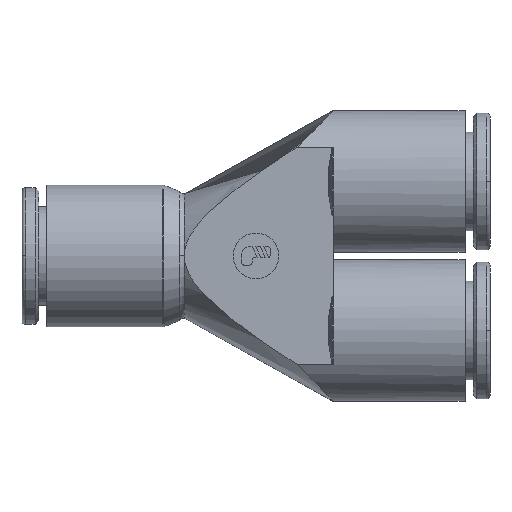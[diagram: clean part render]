
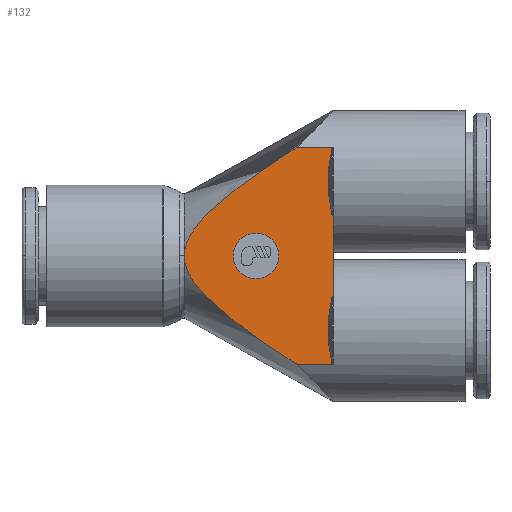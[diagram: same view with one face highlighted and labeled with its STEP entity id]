
A CAD part, top view. The second image highlights one B-rep face of the part: STEP entity #132.
In plain terms, the highlighted planar face has unit normal (0, 0, 1).
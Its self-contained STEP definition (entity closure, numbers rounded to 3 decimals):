
#132=ADVANCED_FACE('',(#333,#334),#335,.T.);
#333=FACE_BOUND('',#554,.T.);
#334=FACE_OUTER_BOUND('',#555,.T.);
#335=PLANE('',#556);
#554=EDGE_LOOP('',(#1247,#1248));
#555=EDGE_LOOP('',(#1249,#1250,#1251,#1252,#1253,#1254,#1255,#1256,#1257,#1258,#1259));
#556=AXIS2_PLACEMENT_3D('',#1260,#1261,#1262);
#1247=ORIENTED_EDGE('',*,*,#1533,.T.);
#1248=ORIENTED_EDGE('',*,*,#1591,.T.);
#1249=ORIENTED_EDGE('',*,*,#1623,.T.);
#1250=ORIENTED_EDGE('',*,*,#1627,.T.);
#1251=ORIENTED_EDGE('',*,*,#1468,.T.);
#1252=ORIENTED_EDGE('',*,*,#1634,.F.);
#1253=ORIENTED_EDGE('',*,*,#1635,.F.);
#1254=ORIENTED_EDGE('',*,*,#1636,.F.);
#1255=ORIENTED_EDGE('',*,*,#1637,.F.);
#1256=ORIENTED_EDGE('',*,*,#1638,.T.);
#1257=ORIENTED_EDGE('',*,*,#1639,.T.);
#1258=ORIENTED_EDGE('',*,*,#1448,.T.);
#1259=ORIENTED_EDGE('',*,*,#1631,.F.);
#1260=CARTESIAN_POINT('',(17.91,0.,4.75));
#1261=DIRECTION('',(0.0,0.0,1.0));
#1262=DIRECTION('',(0.,-1.0,0.0));
#1448=EDGE_CURVE('',#1737,#1735,#1738,.T.);
#1468=EDGE_CURVE('',#1771,#1769,#1772,.T.);
#1533=EDGE_CURVE('',#1889,#1893,#1895,.T.);
#1591=EDGE_CURVE('',#1893,#1889,#1991,.T.);
#1623=EDGE_CURVE('',#2027,#2025,#2028,.T.);
#1627=EDGE_CURVE('',#2025,#1771,#2033,.T.);
#1631=EDGE_CURVE('',#2027,#1735,#2037,.T.);
#1634=EDGE_CURVE('',#2040,#1769,#2041,.T.);
#1635=EDGE_CURVE('',#1683,#2040,#2042,.T.);
#1636=EDGE_CURVE('',#2043,#1683,#2044,.T.);
#1637=EDGE_CURVE('',#2045,#2043,#2046,.T.);
#1638=EDGE_CURVE('',#2045,#2047,#2048,.T.);
#1639=EDGE_CURVE('',#2047,#1737,#2049,.T.);
#1683=VERTEX_POINT('',#2098);
#1735=VERTEX_POINT('',#2256);
#1737=VERTEX_POINT('',#2258);
#1738=B_SPLINE_CURVE_WITH_KNOTS('',3,(#2259,#2260,#2261,#2262,#2263,#2264),.UNSPECIFIED.,.F.,.F.,(4,2,4),(2.536,2.625,2.714),.UNSPECIFIED.);
#1769=VERTEX_POINT('',#2351);
#1771=VERTEX_POINT('',#2353);
#1772=B_SPLINE_CURVE_WITH_KNOTS('',3,(#2354,#2355,#2356,#2357,#2358,#2359),.UNSPECIFIED.,.F.,.F.,(4,2,4),(2.536,2.625,2.714),.UNSPECIFIED.);
#1889=VERTEX_POINT('',#2500);
#1893=VERTEX_POINT('',#2505);
#1895=CIRCLE('',#2508,1.75);
#1991=CIRCLE('',#2649,1.75);
#2025=VERTEX_POINT('',#2700);
#2027=VERTEX_POINT('',#2702);
#2028=B_SPLINE_CURVE_WITH_KNOTS('',3,(#2703,#2704,#2705,#2706,#2707,#2708),.UNSPECIFIED.,.F.,.F.,(4,2,4),(7.787,7.876,7.965),.UNSPECIFIED.);
#2033=(B_SPLINE_CURVE(2,(#2719,#2720,#2721),.UNSPECIFIED.,.F.,.F.)B_SPLINE_CURVE_WITH_KNOTS((3,3),(0.0,5.256),.UNSPECIFIED.)RATIONAL_B_SPLINE_CURVE((1.0,1.141,1.0))BOUNDED_CURVE()REPRESENTATION_ITEM('')GEOMETRIC_REPRESENTATION_ITEM()CURVE());
#2037=LINE('',#2740,#2741);
#2040=VERTEX_POINT('',#2745);
#2041=LINE('',#2746,#2747);
#2042=(B_SPLINE_CURVE(2,(#2749,#2750,#2751,#2752,#2753),.UNSPECIFIED.,.F.,.F.)B_SPLINE_CURVE_WITH_KNOTS((3,2,3),(0.0,15.443,30.885),.UNSPECIFIED.)RATIONAL_B_SPLINE_CURVE((1.0,1.293,1.0,1.293,1.0))BOUNDED_CURVE()REPRESENTATION_ITEM('')GEOMETRIC_REPRESENTATION_ITEM()CURVE());
#2043=VERTEX_POINT('',#2760);
#2044=(B_SPLINE_CURVE(2,(#2762,#2763,#2764,#2765,#2766),.UNSPECIFIED.,.F.,.F.)B_SPLINE_CURVE_WITH_KNOTS((3,2,3),(0.0,15.443,30.885),.UNSPECIFIED.)RATIONAL_B_SPLINE_CURVE((1.0,1.293,1.0,1.293,1.0))BOUNDED_CURVE()REPRESENTATION_ITEM('')GEOMETRIC_REPRESENTATION_ITEM()CURVE());
#2045=VERTEX_POINT('',#2773);
#2046=LINE('',#2774,#2775);
#2047=VERTEX_POINT('',#2776);
#2048=B_SPLINE_CURVE_WITH_KNOTS('',3,(#2777,#2778,#2779,#2780,#2781,#2782),.UNSPECIFIED.,.F.,.F.,(4,2,4),(7.787,7.876,7.965),.UNSPECIFIED.);
#2049=(B_SPLINE_CURVE(2,(#2784,#2785,#2786),.UNSPECIFIED.,.F.,.F.)B_SPLINE_CURVE_WITH_KNOTS((3,3),(0.0,5.256),.UNSPECIFIED.)RATIONAL_B_SPLINE_CURVE((1.0,1.141,1.0))BOUNDED_CURVE()REPRESENTATION_ITEM('')GEOMETRIC_REPRESENTATION_ITEM()CURVE());
#2098=CARTESIAN_POINT('',(12.43,0.,4.75));
#2256=CARTESIAN_POINT('',(23.81,-3.079,4.75));
#2258=CARTESIAN_POINT('',(23.736,-3.093,4.75));
#2259=CARTESIAN_POINT('',(23.719,-3.1,4.75));
#2260=CARTESIAN_POINT('',(23.746,-3.088,4.75));
#2261=CARTESIAN_POINT('',(23.78,-3.079,4.75));
#2262=CARTESIAN_POINT('',(23.84,-3.079,4.75));
#2263=CARTESIAN_POINT('',(23.874,-3.088,4.75));
#2264=CARTESIAN_POINT('',(23.901,-3.1,4.75));
#2351=CARTESIAN_POINT('',(23.81,8.321,4.75));
#2353=CARTESIAN_POINT('',(23.736,8.307,4.75));
#2354=CARTESIAN_POINT('',(23.719,8.3,4.75));
#2355=CARTESIAN_POINT('',(23.746,8.312,4.75));
#2356=CARTESIAN_POINT('',(23.78,8.321,4.75));
#2357=CARTESIAN_POINT('',(23.84,8.321,4.75));
#2358=CARTESIAN_POINT('',(23.874,8.312,4.75));
#2359=CARTESIAN_POINT('',(23.901,8.3,4.75));
#2500=CARTESIAN_POINT('',(19.66,0.0,4.75));
#2505=CARTESIAN_POINT('',(16.16,0.,4.75));
#2508=AXIS2_PLACEMENT_3D('',#3168,#3169,#3170);
#2649=AXIS2_PLACEMENT_3D('',#3252,#3253,#3254);
#2700=CARTESIAN_POINT('',(23.736,3.093,4.75));
#2702=CARTESIAN_POINT('',(23.81,3.079,4.75));
#2703=CARTESIAN_POINT('',(23.901,3.1,4.75));
#2704=CARTESIAN_POINT('',(23.874,3.088,4.75));
#2705=CARTESIAN_POINT('',(23.84,3.079,4.75));
#2706=CARTESIAN_POINT('',(23.78,3.079,4.75));
#2707=CARTESIAN_POINT('',(23.746,3.088,4.75));
#2708=CARTESIAN_POINT('',(23.719,3.1,4.75));
#2719=CARTESIAN_POINT('',(23.736,3.093,4.75));
#2720=CARTESIAN_POINT('',(23.118,5.7,4.75));
#2721=CARTESIAN_POINT('',(23.736,8.307,4.75));
#2740=CARTESIAN_POINT('',(23.81,-2.781,4.75));
#2741=VECTOR('',#3357,1.0);
#2745=CARTESIAN_POINT('',(21.054,8.321,4.75));
#2746=CARTESIAN_POINT('',(18.12,8.321,4.75));
#2747=VECTOR('',#3362,1.0);
#2749=CARTESIAN_POINT('',(23.81,-10.06,4.75));
#2750=CARTESIAN_POINT('',(12.43,-3.01,4.75));
#2751=CARTESIAN_POINT('',(12.43,0.,4.75));
#2752=CARTESIAN_POINT('',(12.43,3.01,4.75));
#2753=CARTESIAN_POINT('',(23.81,10.06,4.75));
#2760=CARTESIAN_POINT('',(21.054,-8.321,4.75));
#2762=CARTESIAN_POINT('',(23.81,-10.06,4.75));
#2763=CARTESIAN_POINT('',(12.43,-3.01,4.75));
#2764=CARTESIAN_POINT('',(12.43,0.,4.75));
#2765=CARTESIAN_POINT('',(12.43,3.01,4.75));
#2766=CARTESIAN_POINT('',(23.81,10.06,4.75));
#2773=CARTESIAN_POINT('',(23.81,-8.321,4.75));
#2774=CARTESIAN_POINT('',(18.12,-8.321,4.75));
#2775=VECTOR('',#3363,1.0);
#2776=CARTESIAN_POINT('',(23.736,-8.307,4.75));
#2777=CARTESIAN_POINT('',(23.901,-8.3,4.75));
#2778=CARTESIAN_POINT('',(23.874,-8.312,4.75));
#2779=CARTESIAN_POINT('',(23.84,-8.321,4.75));
#2780=CARTESIAN_POINT('',(23.78,-8.321,4.75));
#2781=CARTESIAN_POINT('',(23.746,-8.312,4.75));
#2782=CARTESIAN_POINT('',(23.719,-8.3,4.75));
#2784=CARTESIAN_POINT('',(23.736,-8.307,4.75));
#2785=CARTESIAN_POINT('',(23.118,-5.7,4.75));
#2786=CARTESIAN_POINT('',(23.736,-3.093,4.75));
#3168=CARTESIAN_POINT('',(17.91,0.0,4.75));
#3169=DIRECTION('',(0.0,0.0,-1.0));
#3170=DIRECTION('',(1.0,0.0,0.0));
#3252=CARTESIAN_POINT('',(17.91,0.0,4.75));
#3253=DIRECTION('',(0.0,0.0,-1.0));
#3254=DIRECTION('',(1.0,0.0,0.0));
#3357=DIRECTION('',(0.,-1.0,0.0));
#3362=DIRECTION('',(1.0,0.,0.0));
#3363=DIRECTION('',(-1.0,0.,-0.0));
